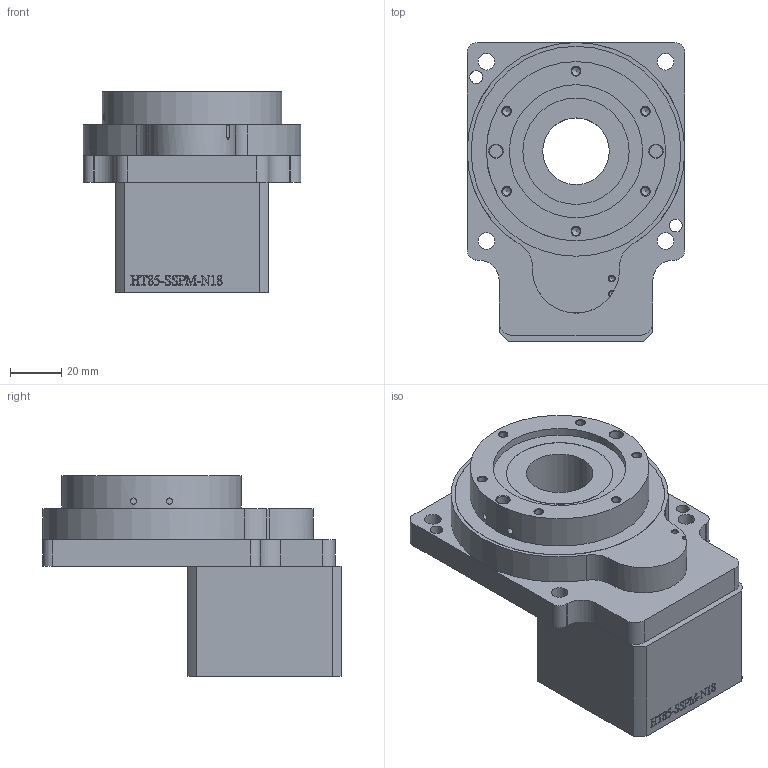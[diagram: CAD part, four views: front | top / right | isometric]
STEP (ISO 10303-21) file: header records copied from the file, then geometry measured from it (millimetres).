
FILE_DESCRIPTION(/* description */ ('Unknown'),/* implementation_level */ '2;1');
FILE_NAME(/* name */ 'HT85-SSPM1-N10(LOGO-50-M4-PCD70)',/* time_stamp */ '2024-09-09T14:10:51+08:00',/* author */ ('Unknown'),/* organization */ ('Unknown'),/* preprocessor_version */ 'ST-DEVELOPER v16.7',/* originating_system */ 'DEX',/* authorisation */ $);
FILE_SCHEMA (('CONFIG_CONTROL_DESIGN'));
Length unit declared in the file: millimetre
Products named in the file (1): HT85-SSPM1-N10(LOGO-50-M4-PCD70)
Bounding box: 85 x 116.69 x 78.5 mm (x, y, z)
Volume: 326255.8 mm3; surface area: 56266.9 mm2
Topology: 2 solids, 2 shells, 322 faces, 838 edges, 553 vertices
Faces by surface type: plane 181, cylinder 64, bspline 51, cone 26
Full cylindrical faces by diameter (mm): 2.013 x1, 2.459 x2, 3.242 x10, 5 x4, 6.5 x4, 8.5 x4, 14 x1, 18 x1, 26 x1, 38 x1, 41.5 x1, 45 x1, 52 x1, 70 x1, 82 x1
Entity records: 14137 total; most frequent: CARTESIAN_POINT 4571, ORIENTED_EDGE 1486, DIRECTION 1349, EDGE_CURVE 743, VERTEX_POINT 529, LINE 463, VECTOR 463, AXIS2_PLACEMENT_3D 443
